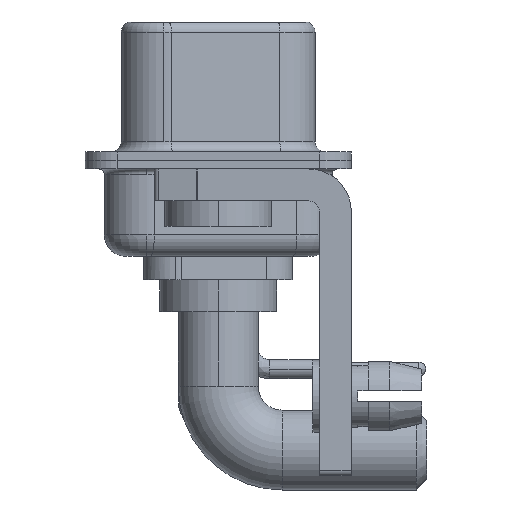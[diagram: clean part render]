
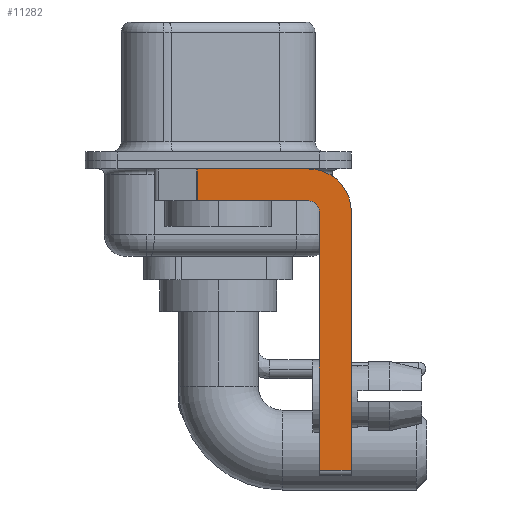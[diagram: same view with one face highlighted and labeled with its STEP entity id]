
A CAD part, left-side view. The second image highlights one B-rep face of the part: STEP entity #11282.
In plain terms, the highlighted planar face has unit normal (-1, 0, 0).
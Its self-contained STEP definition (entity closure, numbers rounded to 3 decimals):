
#166 = VERTEX_POINT ( 'NONE', #378 ) ;
#378 = CARTESIAN_POINT ( 'NONE',  ( -2.9, 0.978, -0.4 ) ) ;
#1104 = AXIS2_PLACEMENT_3D ( 'NONE', #16981, #25403, #6750 ) ;
#1109 = DIRECTION ( 'NONE',  ( 0., 0., -1. ) ) ;
#1983 = DIRECTION ( 'NONE',  ( 0., 0., 1. ) ) ;
#2477 = EDGE_LOOP ( 'NONE', ( #13741, #14894, #18635, #15182, #3492, #25665, #26892, #4439 ) ) ;
#3069 = DIRECTION ( 'NONE',  ( -1., 0., 0. ) ) ;
#3209 = EDGE_CURVE ( 'NONE', #6736, #11110, #19235, .T. ) ;
#3492 = ORIENTED_EDGE ( 'NONE', *, *, #18307, .F. ) ;
#4239 = CIRCLE ( 'NONE', #20987, 0.5 ) ;
#4330 = DIRECTION ( 'NONE',  ( 0., 0., -1. ) ) ;
#4439 = ORIENTED_EDGE ( 'NONE', *, *, #11899, .F. ) ;
#5831 = EDGE_CURVE ( 'NONE', #166, #11110, #22082, .T. ) ;
#6264 = DIRECTION ( 'NONE',  ( 0., 1., 0. ) ) ;
#6736 = VERTEX_POINT ( 'NONE', #7630 ) ;
#6750 = DIRECTION ( 'NONE',  ( 0., 0., -1. ) ) ;
#6759 = EDGE_CURVE ( 'NONE', #24908, #20880, #24470, .T. ) ;
#7630 = CARTESIAN_POINT ( 'NONE',  ( -2.9, -4.25, -1.9 ) ) ;
#8339 = DIRECTION ( 'NONE',  ( 0., -1., 0. ) ) ;
#9684 = CARTESIAN_POINT ( 'NONE',  ( -2.9, 0.978, -1.9 ) ) ;
#10053 = EDGE_CURVE ( 'NONE', #25017, #20880, #14020, .T. ) ;
#10379 = CARTESIAN_POINT ( 'NONE',  ( -2.9, 0.978, -1.9 ) ) ;
#10915 = FACE_OUTER_BOUND ( 'NONE', #2477, .T. ) ;
#11110 = VERTEX_POINT ( 'NONE', #10379 ) ;
#11282 = ADVANCED_FACE ( 'NONE', ( #10915 ), #25672, .F. ) ;
#11365 = CARTESIAN_POINT ( 'NONE',  ( -2.9, -4.25, -2.4 ) ) ;
#11500 = DIRECTION ( 'NONE',  ( 0., 0., 1. ) ) ;
#11899 = EDGE_CURVE ( 'NONE', #18295, #24908, #14802, .T. ) ;
#11942 = LINE ( 'NONE', #25039, #18830 ) ;
#12985 = AXIS2_PLACEMENT_3D ( 'NONE', #21030, #19489, #4330 ) ;
#13741 = ORIENTED_EDGE ( 'NONE', *, *, #24984, .F. ) ;
#14020 = LINE ( 'NONE', #22429, #14296 ) ;
#14296 = VECTOR ( 'NONE', #20378, 1000. ) ;
#14571 = VECTOR ( 'NONE', #1983, 1000. ) ;
#14802 = CIRCLE ( 'NONE', #12985, 2. ) ;
#14894 = ORIENTED_EDGE ( 'NONE', *, *, #5831, .T. ) ;
#15182 = ORIENTED_EDGE ( 'NONE', *, *, #25345, .F. ) ;
#15450 = VECTOR ( 'NONE', #18537, 1000. ) ;
#15685 = CARTESIAN_POINT ( 'NONE',  ( -2.9, -4.75, -2.4 ) ) ;
#15995 = CARTESIAN_POINT ( 'NONE',  ( -2.9, -6.25, -14.55 ) ) ;
#16622 = LINE ( 'NONE', #20900, #14571 ) ;
#16981 = CARTESIAN_POINT ( 'NONE',  ( -2.9, -4.25, -2.4 ) ) ;
#18295 = VERTEX_POINT ( 'NONE', #24776 ) ;
#18307 = EDGE_CURVE ( 'NONE', #25017, #21219, #16622, .T. ) ;
#18537 = DIRECTION ( 'NONE',  ( 0., 0., -1. ) ) ;
#18635 = ORIENTED_EDGE ( 'NONE', *, *, #3209, .F. ) ;
#18830 = VECTOR ( 'NONE', #8339, 1000. ) ;
#19235 = LINE ( 'NONE', #25179, #26836 ) ;
#19489 = DIRECTION ( 'NONE',  ( 1., 0., 0. ) ) ;
#20077 = CARTESIAN_POINT ( 'NONE',  ( -2.9, -6.25, -2.4 ) ) ;
#20378 = DIRECTION ( 'NONE',  ( 0., -1., 0. ) ) ;
#20880 = VERTEX_POINT ( 'NONE', #15995 ) ;
#20900 = CARTESIAN_POINT ( 'NONE',  ( -2.9, -4.75, -14.8 ) ) ;
#20987 = AXIS2_PLACEMENT_3D ( 'NONE', #11365, #3069, #11500 ) ;
#21030 = CARTESIAN_POINT ( 'NONE',  ( -2.9, -4.25, -2.4 ) ) ;
#21219 = VERTEX_POINT ( 'NONE', #15685 ) ;
#22082 = LINE ( 'NONE', #9684, #26057 ) ;
#22429 = CARTESIAN_POINT ( 'NONE',  ( -2.9, -4.25, -14.55 ) ) ;
#24470 = LINE ( 'NONE', #26960, #15450 ) ;
#24776 = CARTESIAN_POINT ( 'NONE',  ( -2.9, -4.25, -0.4 ) ) ;
#24908 = VERTEX_POINT ( 'NONE', #20077 ) ;
#24984 = EDGE_CURVE ( 'NONE', #166, #18295, #11942, .T. ) ;
#25017 = VERTEX_POINT ( 'NONE', #26708 ) ;
#25039 = CARTESIAN_POINT ( 'NONE',  ( -2.9, 3., -0.4 ) ) ;
#25179 = CARTESIAN_POINT ( 'NONE',  ( -2.9, -4.25, -1.9 ) ) ;
#25345 = EDGE_CURVE ( 'NONE', #21219, #6736, #4239, .T. ) ;
#25403 = DIRECTION ( 'NONE',  ( 1., 0., 0. ) ) ;
#25665 = ORIENTED_EDGE ( 'NONE', *, *, #10053, .T. ) ;
#25672 = PLANE ( 'NONE',  #1104 ) ;
#26057 = VECTOR ( 'NONE', #1109, 1000. ) ;
#26708 = CARTESIAN_POINT ( 'NONE',  ( -2.9, -4.75, -14.55 ) ) ;
#26836 = VECTOR ( 'NONE', #6264, 1000. ) ;
#26892 = ORIENTED_EDGE ( 'NONE', *, *, #6759, .F. ) ;
#26960 = CARTESIAN_POINT ( 'NONE',  ( -2.9, -6.25, -2.4 ) ) ;
